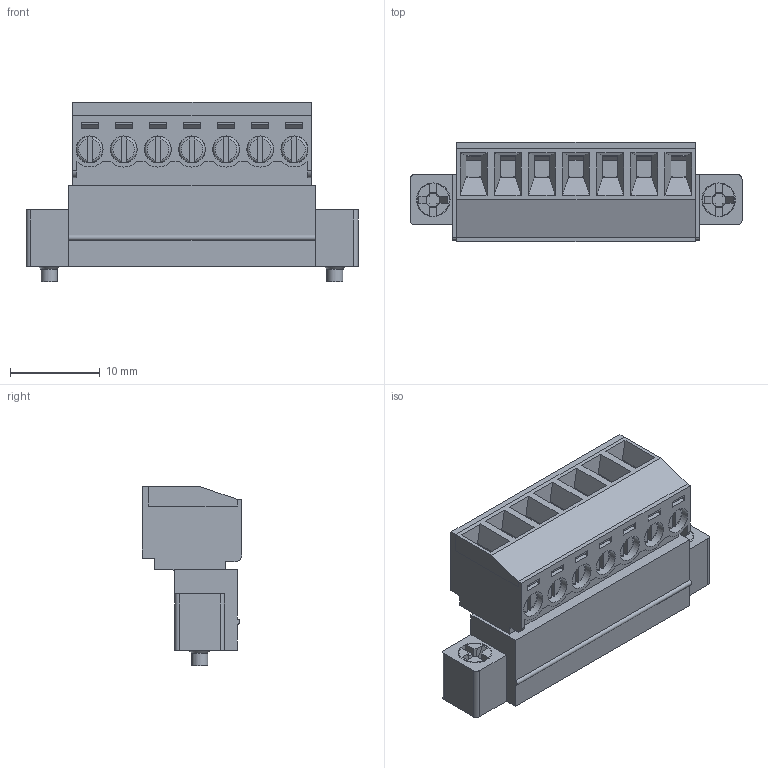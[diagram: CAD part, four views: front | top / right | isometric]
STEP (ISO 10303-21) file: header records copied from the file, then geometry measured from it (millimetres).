
FILE_DESCRIPTION( ( 'Unknown' ), '1' );
FILE_NAME( '691349340007.stp', 'Unknown', ( 'Unknown' ), ( 'Unknown' ), 'PSStep 18.0.17', 'Unknown', ' ' );
FILE_SCHEMA( ( 'AUTOMOTIVE_DESIGN { 1 0 10303 214 1 1 1 1 }' ) );
Length unit declared in the file: millimetre
Products named in the file (7): Assem1; 6913483000xx_Cage; 6913483000xx_Pin; 6913483000xx_vis; 6913493400xx_VisFlange; 691348300007_CAPOT; 691349340007
Assembly tree (25 placements, depth 2):
  Assem1
    6913483000xx_Cage  x7
    6913483000xx_Pin  x7
    6913483000xx_vis  x7
    6913493400xx_VisFlange  x2
    691348300007_CAPOT
    691349340007
Bounding box: 37.05 x 11.1 x 20 mm (x, y, z)
Volume: 2779.8 mm3; surface area: 7916.3 mm2
Topology: 25 solids, 25 shells, 1225 faces, 3266 edges, 2146 vertices
Faces by surface type: plane 1038, cylinder 151, torus 34, cone 2
Full cylindrical faces by diameter (mm): 1.45 x7, 1.6 x7, 1.8 x2, 1.9 x14, 2 x7, 2.45 x2, 2.6 x2, 2.9 x7, 3 x7, 3.75 x2, 3.8 x2
Entity records: 34083 total; most frequent: CARTESIAN_POINT 4857, ORIENTED_EDGE 4644, DIRECTION 4301, EDGE_CURVE 2322, LINE 2099, VECTOR 2099, VERTEX_POINT 1553, AXIS2_PLACEMENT_3D 1101
